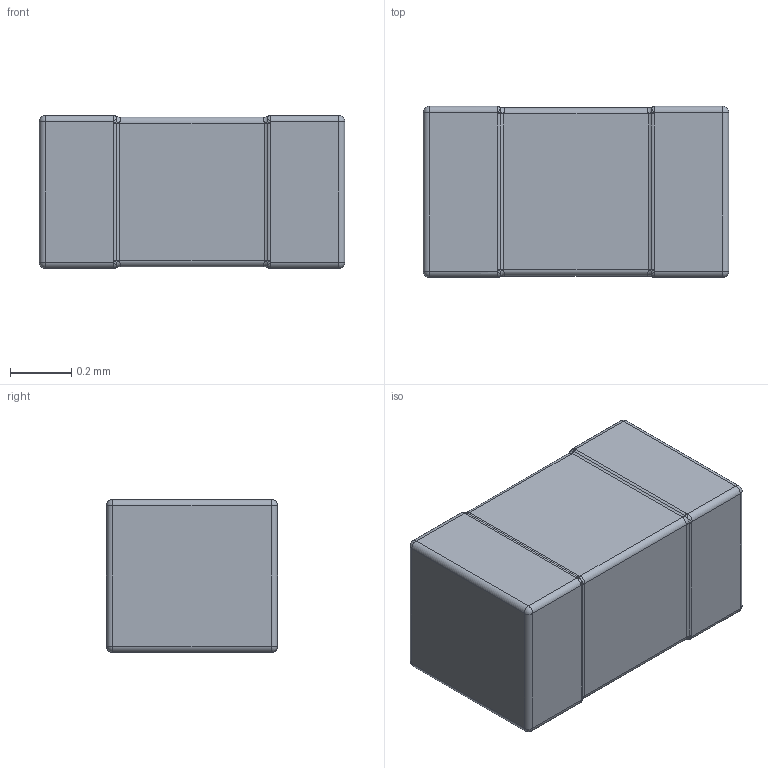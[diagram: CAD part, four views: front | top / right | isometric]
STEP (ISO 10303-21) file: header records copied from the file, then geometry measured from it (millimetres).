
FILE_DESCRIPTION((''),'2;1');
FILE_NAME('CSMD-0402_L1_W0-5_H0-56','2021-12-11T',('Dragos'),(''),'PRO/ENGINEER BY PARAMETRIC TECHNOLOGY CORPORATION, 2004440','PRO/ENGINEER BY PARAMETRIC TECHNOLOGY CORPORATION, 2004440','');
FILE_SCHEMA(('AUTOMOTIVE_DESIGN { 1 0 10303 214 1 1 1 1 }'));
Length unit declared in the file: millimetre
Products named in the file (1): CSMD-0402_L1_W0-5_H0-56
Bounding box: 1 x 0.56 x 0.5 mm (x, y, z)
Volume: 0.3 mm3; surface area: 2.6 mm2
Topology: 1 solids, 1 shells, 300 faces, 774 edges, 484 vertices
Faces by surface type: plane 192, bspline 56, cylinder 36, sphere 16
Entity records: 16059 total; most frequent: CARTESIAN_POINT 5306, ORIENTED_EDGE 1548, DIRECTION 1256, PRESENTATION_STYLE_ASSIGNMENT 899, STYLED_ITEM 780, CURVE_STYLE 775, EDGE_CURVE 774, VECTOR 574
